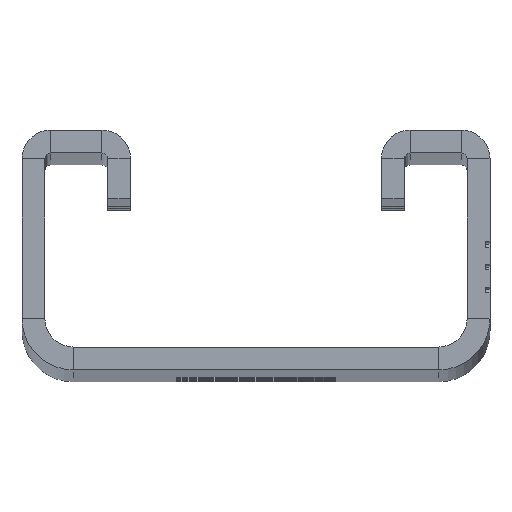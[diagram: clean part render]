
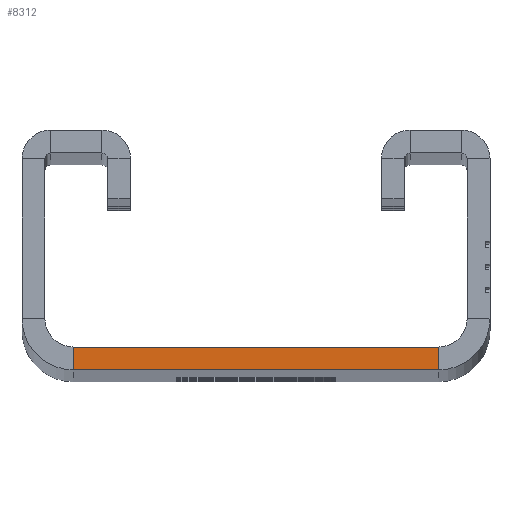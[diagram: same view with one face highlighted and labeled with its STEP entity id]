
A CAD part, top view. The second image highlights one B-rep face of the part: STEP entity #8312.
In plain terms, the highlighted planar face has unit normal (0, 0, 1).
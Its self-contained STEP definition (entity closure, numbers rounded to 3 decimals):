
#94 = DIRECTION ( 'NONE',  ( 0., -1., 0. ) ) ;
#345 = CARTESIAN_POINT ( 'NONE',  ( 16., 2., 600. ) ) ;
#730 = CARTESIAN_POINT ( 'NONE',  ( 16., 0., 600. ) ) ;
#1512 = VECTOR ( 'NONE', #94, 1000. ) ;
#2296 = PLANE ( 'NONE',  #3393 ) ;
#2936 = VECTOR ( 'NONE', #6497, 1000. ) ;
#2956 = CARTESIAN_POINT ( 'NONE',  ( -16., 2., 600. ) ) ;
#3122 = VERTEX_POINT ( 'NONE', #11987 ) ;
#3256 = CARTESIAN_POINT ( 'NONE',  ( 18.5, 4.5, 600. ) ) ;
#3318 = DIRECTION ( 'NONE',  ( 1., 0., 0. ) ) ;
#3393 = AXIS2_PLACEMENT_3D ( 'NONE', #3256, #7368, #3318 ) ;
#4134 = ORIENTED_EDGE ( 'NONE', *, *, #5354, .T. ) ;
#4596 = LINE ( 'NONE', #730, #2936 ) ;
#4958 = ORIENTED_EDGE ( 'NONE', *, *, #11807, .T. ) ;
#5354 = EDGE_CURVE ( 'NONE', #5375, #3122, #4596, .T. ) ;
#5375 = VERTEX_POINT ( 'NONE', #11391 ) ;
#5448 = VERTEX_POINT ( 'NONE', #5790 ) ;
#5519 = EDGE_CURVE ( 'NONE', #5448, #10305, #7108, .T. ) ;
#5776 = CARTESIAN_POINT ( 'NONE',  ( 16., 0., 600. ) ) ;
#5790 = CARTESIAN_POINT ( 'NONE',  ( -16., 2., 600. ) ) ;
#6083 = ORIENTED_EDGE ( 'NONE', *, *, #5519, .F. ) ;
#6215 = DIRECTION ( 'NONE',  ( 1., 0., 0. ) ) ;
#6450 = LINE ( 'NONE', #2956, #1512 ) ;
#6497 = DIRECTION ( 'NONE',  ( 1., 0., 0. ) ) ;
#7108 = LINE ( 'NONE', #8068, #7377 ) ;
#7368 = DIRECTION ( 'NONE',  ( 0., 0., 1. ) ) ;
#7377 = VECTOR ( 'NONE', #6215, 1000. ) ;
#8068 = CARTESIAN_POINT ( 'NONE',  ( 16., 2., 600. ) ) ;
#8312 = ADVANCED_FACE ( 'NONE', ( #9151 ), #2296, .T. ) ;
#9151 = FACE_OUTER_BOUND ( 'NONE', #11810, .T. ) ;
#9660 = DIRECTION ( 'NONE',  ( 0., 1., 0. ) ) ;
#10305 = VERTEX_POINT ( 'NONE', #345 ) ;
#10421 = LINE ( 'NONE', #5776, #11461 ) ;
#11391 = CARTESIAN_POINT ( 'NONE',  ( -16., 0., 600. ) ) ;
#11461 = VECTOR ( 'NONE', #9660, 1000. ) ;
#11807 = EDGE_CURVE ( 'NONE', #5448, #5375, #6450, .T. ) ;
#11810 = EDGE_LOOP ( 'NONE', ( #4134, #12339, #6083, #4958 ) ) ;
#11987 = CARTESIAN_POINT ( 'NONE',  ( 16., 0., 600. ) ) ;
#12163 = EDGE_CURVE ( 'NONE', #3122, #10305, #10421, .T. ) ;
#12339 = ORIENTED_EDGE ( 'NONE', *, *, #12163, .T. ) ;
